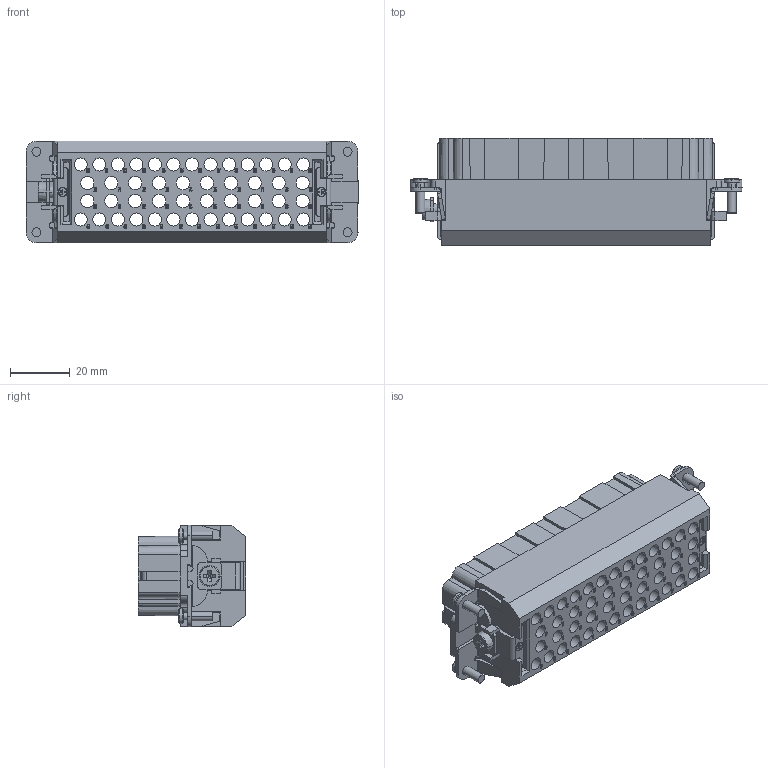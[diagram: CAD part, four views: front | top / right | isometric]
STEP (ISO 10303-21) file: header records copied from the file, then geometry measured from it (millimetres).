
FILE_DESCRIPTION((''),'2;1');
FILE_NAME('HEE-046-FC_N47-92','2017-08-14T',('tl.yang'),(''),'PRO/ENGINEER BY PARAMETRIC TECHNOLOGY CORPORATION, 2011500','PRO/ENGINEER BY PARAMETRIC TECHNOLOGY CORPORATION, 2011500','');
FILE_SCHEMA(('CONFIG_CONTROL_DESIGN'));
Products named in the file (1): HEE-046-FC_N47-92
Bounding box: 111 x 36 x 34 mm (x, y, z)
Volume: 67764.8 mm3; surface area: 43982.6 mm2
Topology: 1 solids, 1 shells, 8538 faces, 24422 edges, 16256 vertices
Faces by surface type: plane 8136, cylinder 334, bspline 32, cone 30, torus 6
Entity records: 274456 total; most frequent: CARTESIAN_POINT 50396, ORIENTED_EDGE 48844, DIRECTION 42080, EDGE_CURVE 24422, VECTOR 23628, LINE 23628, VERTEX_POINT 16256, AXIS2_PLACEMENT_3D 9226
